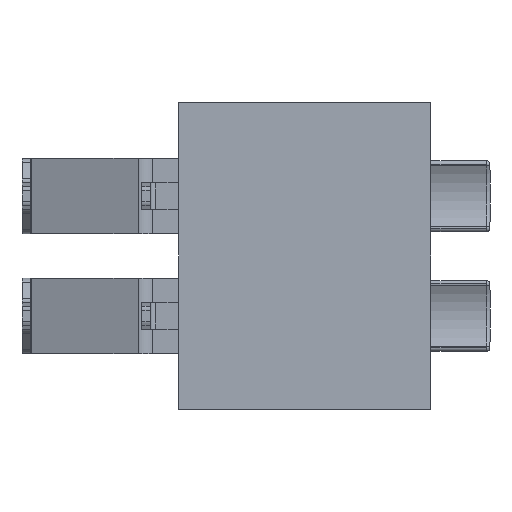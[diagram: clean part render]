
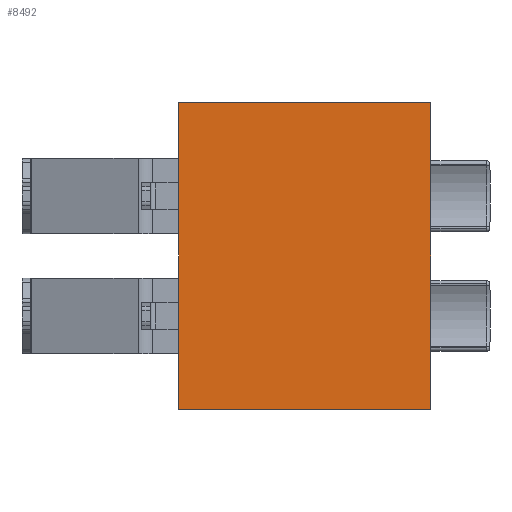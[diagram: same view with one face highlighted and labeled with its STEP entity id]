
A CAD part, front view. The second image highlights one B-rep face of the part: STEP entity #8492.
In plain terms, the highlighted planar face has unit normal (0, -1, 0).
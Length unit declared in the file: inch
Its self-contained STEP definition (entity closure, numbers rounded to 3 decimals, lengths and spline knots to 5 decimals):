
#869 = AXIS2_PLACEMENT_3D ( 'NONE', #19950, #16744, #18314 ) ;
#2235 = VERTEX_POINT ( 'NONE', #14992 ) ;
#2871 = DIRECTION ( 'NONE',  ( 0., 0., -1. ) ) ;
#3686 = EDGE_CURVE ( 'NONE', #8293, #9022, #20326, .T. ) ;
#3891 = CARTESIAN_POINT ( 'NONE',  ( 0.2098, 0., -0.25591 ) ) ;
#4007 = CARTESIAN_POINT ( 'NONE',  ( 0.25547, 0., 0. ) ) ;
#4147 = VECTOR ( 'NONE', #5755, 39.37008 ) ;
#4202 = CARTESIAN_POINT ( 'NONE',  ( -0.00083, 0., -0.12795 ) ) ;
#5394 = EDGE_CURVE ( 'NONE', #2235, #8293, #12333, .T. ) ;
#5737 = PLANE ( 'NONE',  #869 ) ;
#5755 = DIRECTION ( 'NONE',  ( -1., 0., 0. ) ) ;
#7237 = EDGE_LOOP ( 'NONE', ( #18634, #18952, #17254, #17603 ) ) ;
#7302 = FACE_OUTER_BOUND ( 'NONE', #7237, .T. ) ;
#7382 = CARTESIAN_POINT ( 'NONE',  ( 0.25547, 0., -0.25591 ) ) ;
#7496 = VERTEX_POINT ( 'NONE', #11393 ) ;
#8293 = VERTEX_POINT ( 'NONE', #3891 ) ;
#8492 = ADVANCED_FACE ( 'NONE', ( #7302 ), #5737, .T. ) ;
#9022 = VERTEX_POINT ( 'NONE', #15466 ) ;
#9439 = CARTESIAN_POINT ( 'NONE',  ( 0.2098, 0., -0.25591 ) ) ;
#10493 = DIRECTION ( 'NONE',  ( 0., 0., 1. ) ) ;
#10942 = EDGE_CURVE ( 'NONE', #9022, #7496, #16965, .T. ) ;
#11393 = CARTESIAN_POINT ( 'NONE',  ( -0.00083, 0., 0. ) ) ;
#12179 = EDGE_CURVE ( 'NONE', #2235, #7496, #13466, .T. ) ;
#12333 = LINE ( 'NONE', #9439, #17117 ) ;
#13466 = LINE ( 'NONE', #4007, #4147 ) ;
#14992 = CARTESIAN_POINT ( 'NONE',  ( 0.2098, 0., 0. ) ) ;
#15279 = VECTOR ( 'NONE', #10493, 39.37008 ) ;
#15466 = CARTESIAN_POINT ( 'NONE',  ( -0.00083, 0., -0.25591 ) ) ;
#16744 = DIRECTION ( 'NONE',  ( 0., -1., 0. ) ) ;
#16965 = LINE ( 'NONE', #4202, #15279 ) ;
#17117 = VECTOR ( 'NONE', #2871, 39.37008 ) ;
#17254 = ORIENTED_EDGE ( 'NONE', *, *, #5394, .F. ) ;
#17567 = VECTOR ( 'NONE', #20227, 39.37008 ) ;
#17603 = ORIENTED_EDGE ( 'NONE', *, *, #12179, .T. ) ;
#18314 = DIRECTION ( 'NONE',  ( 0., 0., -1. ) ) ;
#18634 = ORIENTED_EDGE ( 'NONE', *, *, #10942, .F. ) ;
#18952 = ORIENTED_EDGE ( 'NONE', *, *, #3686, .F. ) ;
#19950 = CARTESIAN_POINT ( 'NONE',  ( -24.42541, 0., 304.05895 ) ) ;
#20227 = DIRECTION ( 'NONE',  ( -1., 0., 0. ) ) ;
#20326 = LINE ( 'NONE', #7382, #17567 ) ;
